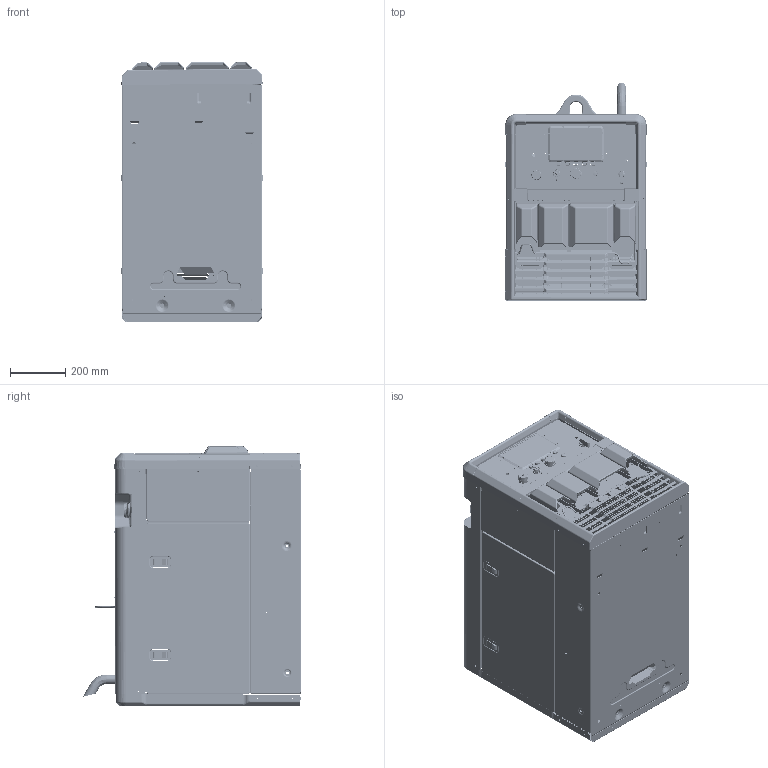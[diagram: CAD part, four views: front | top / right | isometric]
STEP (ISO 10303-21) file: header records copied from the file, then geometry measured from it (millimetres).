
FILE_DESCRIPTION (( 'STEP AP214' ), '1' );
FILE_NAME ('907826 907832 surfaces.STEP', '2024-03-20T16:46:04', ( '' ), ( '' ), 'SwSTEP 2.0', 'SolidWorks 2022', '' );
FILE_SCHEMA (( 'AUTOMOTIVE_DESIGN' ));
Length unit declared in the file: inch
Products named in the file (1): 907826 907832 surfaces
Bounding box: 517.32 x 791.23 x 944.11 mm (x, y, z)
Surface area: 6158147.2 mm2 (no closed solid volume)
Topology: 0 solids, 202 shells, 3030 faces, 16276 edges, 12718 vertices
Faces by surface type: plane 1255, cylinder 1073, bspline 267, torus 266, cone 145, sphere 24
Entity records: 227379 total; most frequent: CARTESIAN_POINT 71549, DIRECTION 22609, ORIENTED_EDGE 21812, EDGE_CURVE 16272, VERTEX_POINT 12717, LINE 7595, VECTOR 7595, AXIS2_PLACEMENT_3D 7507
